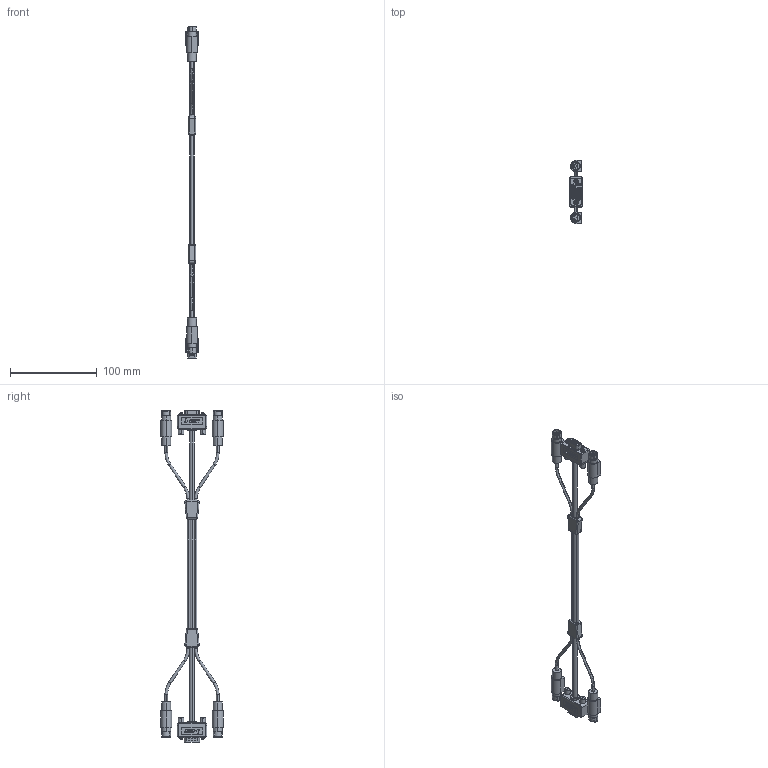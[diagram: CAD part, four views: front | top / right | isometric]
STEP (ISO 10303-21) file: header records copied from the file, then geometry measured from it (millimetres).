
FILE_DESCRIPTION (( 'STEP AP214' ), '1' );
FILE_NAME ('CTLKVMF-5T.STEP', '2006-08-28T18:45:47', ( 'L-COM' ), ( 'L-COM' ), 'SwSTEP 2.0', 'SolidWorks 2006052', '' );
FILE_SCHEMA (( 'AUTOMOTIVE_DESIGN' ));
Length unit declared in the file: inch
Products named in the file (17): CTLKVM-T-MA1; CTLKVMF-5T; MTN-006_Detail; SDH15S_With Clinch Nuts; 3AB07-033_Recessed Logo; MTN-037; 3AB07-015; 3AB07-032_L-com; MTN-086; MTN-006_Recessed Logo; CTLKVM-TP-MA1; 3AA07-009; SDH15P_With Clinch Nuts; CTLKVM-T-MA2; MTN-038; 3AB07-004 ; 3AB07-014_with "M" label
Assembly tree (27 placements, depth 3):
  CTLKVMF-5T
    CTLKVM-T-MA2  x4
    3AB07-032_L-com
      3AA07-009  x2
      SDH15P_With Clinch Nuts
      MTN-006_Detail
    3AB07-015  x2
      3AB07-004 
      MTN-037
    3AB07-014_with "M" label  x2
      MTN-038
      3AB07-004 
    MTN-086  x2
    CTLKVM-T-MA1
    CTLKVM-TP-MA1  x2
    3AB07-033_Recessed Logo
      SDH15S_With Clinch Nuts
      MTN-006_Recessed Logo
      3AA07-009  x2
Bounding box: 14.83 x 72.34 x 383.57 mm (x, y, z)
Volume: 52523.5 mm3; surface area: 33857.2 mm2
Topology: 25 solids, 25 shells, 2556 faces, 6268 edges, 3935 vertices
Faces by surface type: plane 1062, cylinder 772, bspline 320, cone 224, torus 140, sphere 38
Entity records: 78878 total; most frequent: CARTESIAN_POINT 26558, ORIENTED_EDGE 8096, DIRECTION 8032, EDGE_CURVE 4048, AXIS2_PLACEMENT_3D 2868, VERTEX_POINT 2535, LINE 2296, VECTOR 2296
